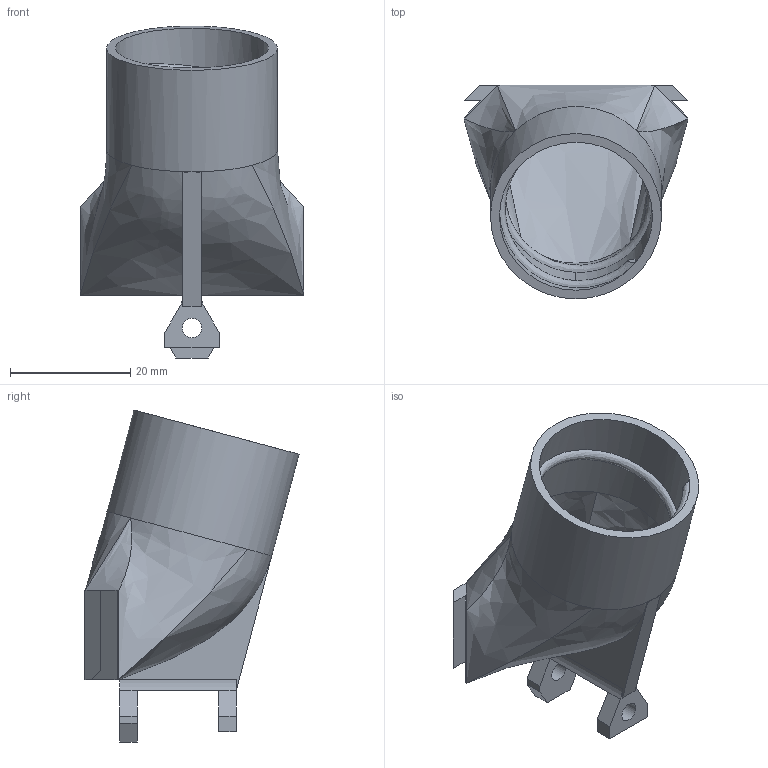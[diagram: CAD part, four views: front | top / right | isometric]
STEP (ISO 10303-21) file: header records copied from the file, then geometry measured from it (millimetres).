
FILE_DESCRIPTION(/* description */ (''),/* implementation_level */ '2;1');
FILE_NAME(/* name */ 'Pellet Burner Tube Adapter.step',/* time_stamp */ '2025-04-04T11:51:48-07:00',/* author */ (''),/* organization */ (''),/* preprocessor_version */ 'ST-DEVELOPER v20.1',/* originating_system */ 'Autodesk Translation Framework v14.4.0.0',/* authorisation */ '');
FILE_SCHEMA (('AUTOMOTIVE_DESIGN { 1 0 10303 214 3 1 1 }'));
Length unit declared in the file: millimetre
Products named in the file (2): Pellet Burner; Toolhead
Assembly tree (1 placements, depth 2):
  Pellet Burner
    Toolhead
Bounding box: 37.3 x 35.65 x 55.3 mm (x, y, z)
Volume: 9754 mm3; surface area: 8577.4 mm2
Topology: 1 solids, 1 shells, 62 faces, 173 edges, 110 vertices
Faces by surface type: plane 41, bspline 11, cylinder 10
Full cylindrical faces by diameter (mm): 3.25 x2, 25.5 x2, 28.5 x1
Entity records: 2608 total; most frequent: CARTESIAN_POINT 961, ORIENTED_EDGE 342, DIRECTION 281, EDGE_CURVE 171, LINE 117, VECTOR 117, VERTEX_POINT 110, AXIS2_PLACEMENT_3D 82
